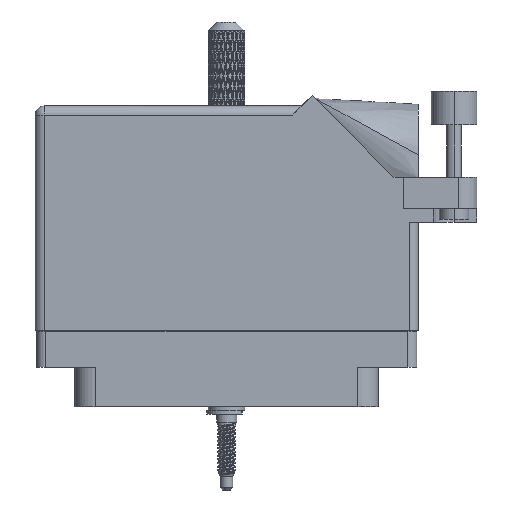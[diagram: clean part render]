
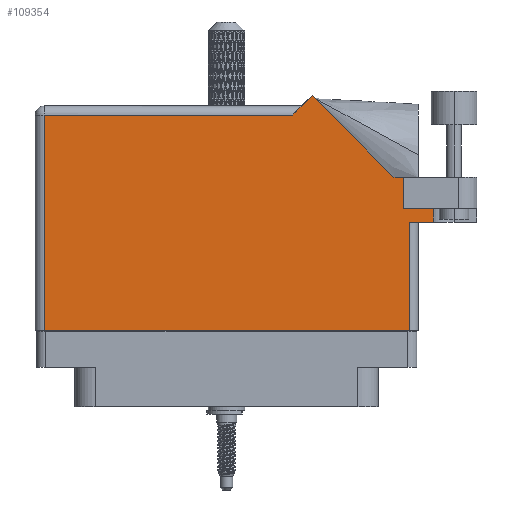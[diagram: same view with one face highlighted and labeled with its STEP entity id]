
A CAD part, front view. The second image highlights one B-rep face of the part: STEP entity #109354.
In plain terms, the highlighted face is planar.
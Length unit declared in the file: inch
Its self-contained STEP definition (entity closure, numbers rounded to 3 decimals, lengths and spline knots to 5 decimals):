
#1664 = CARTESIAN_POINT ( 'NONE',  ( 1.206, 0.731, 0.455 ) ) ;
#2351 = VECTOR ( 'NONE', #110415, 39.37008 ) ;
#5068 = EDGE_CURVE ( 'NONE', #8101, #62815, #9453, .T. ) ;
#5163 = CARTESIAN_POINT ( 'NONE',  ( 1.4075, 0.637, 0.455 ) ) ;
#6030 = EDGE_CURVE ( 'NONE', #28486, #6595, #22652, .T. ) ;
#6564 = EDGE_CURVE ( 'NONE', #86990, #28486, #43823, .T. ) ;
#6595 = VERTEX_POINT ( 'NONE', #44413 ) ;
#7325 = EDGE_CURVE ( 'NONE', #45252, #7925, #116005, .T. ) ;
#7925 = VERTEX_POINT ( 'NONE', #68038 ) ;
#8101 = VERTEX_POINT ( 'NONE', #14844 ) ;
#9453 = LINE ( 'NONE', #27946, #83108 ) ;
#9748 = CARTESIAN_POINT ( 'NONE',  ( 1.14042, 0.944, 0.455 ) ) ;
#10128 = CARTESIAN_POINT ( 'NONE',  ( 1.706, 0.944, 0.455 ) ) ;
#12714 = CARTESIAN_POINT ( 'NONE',  ( -1.306, 1.368, 0.455 ) ) ;
#13238 = CARTESIAN_POINT ( 'NONE',  ( 1.206, 0.731, 0.455 ) ) ;
#13504 = CARTESIAN_POINT ( 'NONE',  ( 0.513, 1.43, 0.455 ) ) ;
#13728 = VECTOR ( 'NONE', #38096, 39.37008 ) ;
#14844 = CARTESIAN_POINT ( 'NONE',  ( 1.244, 0.637, 0.455 ) ) ;
#16253 = VECTOR ( 'NONE', #96903, 39.37008 ) ;
#16287 = CARTESIAN_POINT ( 'NONE',  ( 1.14042, 0.944, 0.455 ) ) ;
#16651 = LINE ( 'NONE', #89504, #91640 ) ;
#18172 = PLANE ( 'NONE',  #112460 ) ;
#20197 = DIRECTION ( 'NONE',  ( 0., -1., 0. ) ) ;
#22165 = CARTESIAN_POINT ( 'NONE',  ( 0.451, 1.368, 0.455 ) ) ;
#22652 = LINE ( 'NONE', #48974, #45023 ) ;
#24612 = ORIENTED_EDGE ( 'NONE', *, *, #45971, .F. ) ;
#27113 = CARTESIAN_POINT ( 'NONE',  ( -1.244, -0.1, 0.455 ) ) ;
#27946 = CARTESIAN_POINT ( 'NONE',  ( 1.306, 0.637, 0.455 ) ) ;
#28486 = VERTEX_POINT ( 'NONE', #33507 ) ;
#33507 = CARTESIAN_POINT ( 'NONE',  ( -1.244, -0.1, 0.455 ) ) ;
#37477 = DIRECTION ( 'NONE',  ( 1., 0., 0. ) ) ;
#37812 = LINE ( 'NONE', #12714, #73708 ) ;
#38096 = DIRECTION ( 'NONE',  ( 1., 0., 0. ) ) ;
#38999 = DIRECTION ( 'NONE',  ( -1., 0., 0. ) ) ;
#43616 = VERTEX_POINT ( 'NONE', #13238 ) ;
#43823 = LINE ( 'NONE', #27113, #111570 ) ;
#44413 = CARTESIAN_POINT ( 'NONE',  ( 1.244, -0.1, 0.455 ) ) ;
#44971 = DIRECTION ( 'NONE',  ( 0., 1., 0. ) ) ;
#45023 = VECTOR ( 'NONE', #96658, 39.37008 ) ;
#45252 = VERTEX_POINT ( 'NONE', #9748 ) ;
#45634 = DIRECTION ( 'NONE',  ( -1., 0., 0. ) ) ;
#45971 = EDGE_CURVE ( 'NONE', #43616, #59494, #75108, .T. ) ;
#48974 = CARTESIAN_POINT ( 'NONE',  ( -1.306, -0.1, 0.455 ) ) ;
#49646 = ORIENTED_EDGE ( 'NONE', *, *, #111285, .T. ) ;
#58298 = DIRECTION ( 'NONE',  ( -0.707, -0.707, 0. ) ) ;
#59449 = LINE ( 'NONE', #13504, #110589 ) ;
#59494 = VERTEX_POINT ( 'NONE', #102288 ) ;
#59778 = ORIENTED_EDGE ( 'NONE', *, *, #74909, .T. ) ;
#61561 = ORIENTED_EDGE ( 'NONE', *, *, #5068, .T. ) ;
#62325 = DIRECTION ( 'NONE',  ( 0., -1., 0. ) ) ;
#62815 = VERTEX_POINT ( 'NONE', #5163 ) ;
#66067 = CARTESIAN_POINT ( 'NONE',  ( -1.244, 1.368, 0.455 ) ) ;
#68038 = CARTESIAN_POINT ( 'NONE',  ( 0.58371, 1.50071, 0.455 ) ) ;
#68336 = EDGE_LOOP ( 'NONE', ( #86204, #90151, #61561, #96633, #24612, #49646, #91362, #79626, #59778, #86622, #111762 ) ) ;
#68788 = EDGE_CURVE ( 'NONE', #79791, #45252, #74013, .T. ) ;
#71036 = VERTEX_POINT ( 'NONE', #22165 ) ;
#71321 = FACE_OUTER_BOUND ( 'NONE', #68336, .T. ) ;
#73708 = VECTOR ( 'NONE', #38999, 39.37008 ) ;
#74013 = LINE ( 'NONE', #10128, #2351 ) ;
#74909 = EDGE_CURVE ( 'NONE', #7925, #71036, #59449, .T. ) ;
#75108 = LINE ( 'NONE', #1664, #13728 ) ;
#78589 = LINE ( 'NONE', #82009, #109906 ) ;
#79626 = ORIENTED_EDGE ( 'NONE', *, *, #7325, .T. ) ;
#79791 = VERTEX_POINT ( 'NONE', #98012 ) ;
#82009 = CARTESIAN_POINT ( 'NONE',  ( 1.244, 0.637, 0.455 ) ) ;
#83108 = VECTOR ( 'NONE', #37477, 39.37008 ) ;
#86204 = ORIENTED_EDGE ( 'NONE', *, *, #6030, .T. ) ;
#86622 = ORIENTED_EDGE ( 'NONE', *, *, #98310, .T. ) ;
#86990 = VERTEX_POINT ( 'NONE', #66067 ) ;
#89504 = CARTESIAN_POINT ( 'NONE',  ( 1.206, 0.731, 0.455 ) ) ;
#90151 = ORIENTED_EDGE ( 'NONE', *, *, #98770, .T. ) ;
#91016 = CARTESIAN_POINT ( 'NONE',  ( -1.306, 1.43, 0.455 ) ) ;
#91362 = ORIENTED_EDGE ( 'NONE', *, *, #68788, .T. ) ;
#91640 = VECTOR ( 'NONE', #116956, 39.37008 ) ;
#93614 = VECTOR ( 'NONE', #20197, 39.37008 ) ;
#93644 = CARTESIAN_POINT ( 'NONE',  ( 1.4075, 1.06177, 0.455 ) ) ;
#96633 = ORIENTED_EDGE ( 'NONE', *, *, #111407, .F. ) ;
#96658 = DIRECTION ( 'NONE',  ( 1., 0., 0. ) ) ;
#96903 = DIRECTION ( 'NONE',  ( -0.707, 0.707, 0. ) ) ;
#98012 = CARTESIAN_POINT ( 'NONE',  ( 1.206, 0.944, 0.455 ) ) ;
#98310 = EDGE_CURVE ( 'NONE', #71036, #86990, #37812, .T. ) ;
#98770 = EDGE_CURVE ( 'NONE', #6595, #8101, #78589, .T. ) ;
#101997 = LINE ( 'NONE', #93644, #93614 ) ;
#102288 = CARTESIAN_POINT ( 'NONE',  ( 1.4075, 0.731, 0.455 ) ) ;
#107748 = DIRECTION ( 'NONE',  ( 0., 0., -1. ) ) ;
#109354 = ADVANCED_FACE ( 'NONE', ( #71321 ), #18172, .F. ) ;
#109906 = VECTOR ( 'NONE', #44971, 39.37008 ) ;
#110415 = DIRECTION ( 'NONE',  ( -1., 0., 0. ) ) ;
#110589 = VECTOR ( 'NONE', #58298, 39.37008 ) ;
#111285 = EDGE_CURVE ( 'NONE', #43616, #79791, #16651, .T. ) ;
#111407 = EDGE_CURVE ( 'NONE', #59494, #62815, #101997, .T. ) ;
#111570 = VECTOR ( 'NONE', #62325, 39.37008 ) ;
#111762 = ORIENTED_EDGE ( 'NONE', *, *, #6564, .T. ) ;
#112460 = AXIS2_PLACEMENT_3D ( 'NONE', #91016, #107748, #45634 ) ;
#116005 = LINE ( 'NONE', #16287, #16253 ) ;
#116956 = DIRECTION ( 'NONE',  ( 0., 1., 0. ) ) ;
